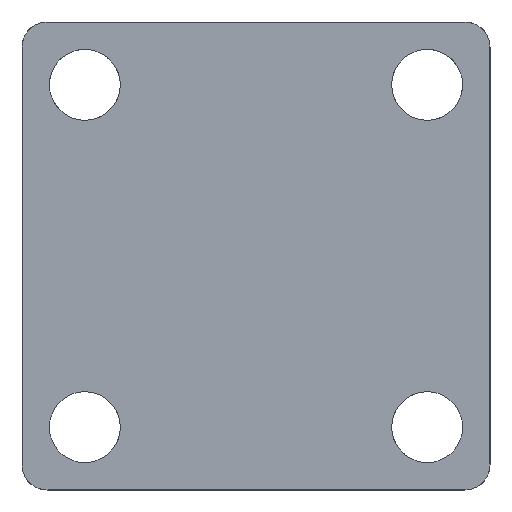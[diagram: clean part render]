
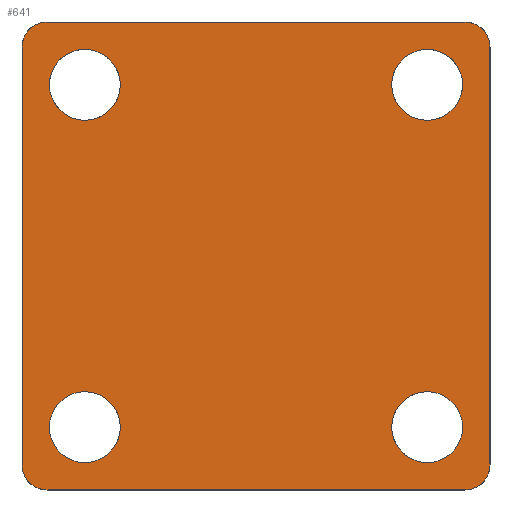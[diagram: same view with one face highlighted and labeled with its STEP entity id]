
A CAD part, front view. The second image highlights one B-rep face of the part: STEP entity #641.
In plain terms, the highlighted planar face has unit normal (0, -1, 0).
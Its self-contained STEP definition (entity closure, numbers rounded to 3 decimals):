
#201=CARTESIAN_POINT('Axis2P3D Location',(-32.512,-15.748,32.512)) ;
#205=CARTESIAN_POINT('Vertex',(-32.512,-15.748,25.781)) ;
#207=CARTESIAN_POINT('Vertex',(-32.512,-15.748,39.243)) ;
#232=CARTESIAN_POINT('Axis2P3D Location',(-32.512,-15.748,32.512)) ;
#476=CARTESIAN_POINT('Axis2P3D Location',(-44.45,-15.748,44.45)) ;
#481=CARTESIAN_POINT('Line Origine',(0.,-15.748,44.45)) ;
#485=CARTESIAN_POINT('Vertex',(-39.685,-15.748,44.45)) ;
#487=CARTESIAN_POINT('Vertex',(39.685,-15.748,44.45)) ;
#491=CARTESIAN_POINT('Control Point',(-39.685,-15.748,44.45)) ;
#492=CARTESIAN_POINT('Control Point',(-40.22,-15.748,44.45)) ;
#493=CARTESIAN_POINT('Control Point',(-40.754,-15.748,44.375)) ;
#494=CARTESIAN_POINT('Control Point',(-41.275,-15.748,44.225)) ;
#495=CARTESIAN_POINT('Control Point',(-42.26,-15.748,43.783)) ;
#496=CARTESIAN_POINT('Control Point',(-43.086,-15.748,43.087)) ;
#497=CARTESIAN_POINT('Control Point',(-43.447,-15.748,42.683)) ;
#498=CARTESIAN_POINT('Control Point',(-43.986,-15.748,41.874)) ;
#499=CARTESIAN_POINT('Control Point',(-44.306,-15.748,40.961)) ;
#500=CARTESIAN_POINT('Control Point',(-44.402,-15.748,40.54)) ;
#501=CARTESIAN_POINT('Control Point',(-44.45,-15.748,40.113)) ;
#502=CARTESIAN_POINT('Control Point',(-44.45,-15.748,39.685)) ;
#503=CARTESIAN_POINT('Vertex',(-44.45,-15.748,39.685)) ;
#506=CARTESIAN_POINT('Line Origine',(-44.45,-15.748,0.)) ;
#510=CARTESIAN_POINT('Vertex',(-44.45,-15.748,-39.685)) ;
#514=CARTESIAN_POINT('Control Point',(-44.45,-15.748,-39.685)) ;
#515=CARTESIAN_POINT('Control Point',(-44.45,-15.748,-40.22)) ;
#516=CARTESIAN_POINT('Control Point',(-44.375,-15.748,-40.754)) ;
#517=CARTESIAN_POINT('Control Point',(-44.225,-15.748,-41.275)) ;
#518=CARTESIAN_POINT('Control Point',(-43.783,-15.748,-42.26)) ;
#519=CARTESIAN_POINT('Control Point',(-43.087,-15.748,-43.086)) ;
#520=CARTESIAN_POINT('Control Point',(-42.683,-15.748,-43.447)) ;
#521=CARTESIAN_POINT('Control Point',(-41.874,-15.748,-43.986)) ;
#522=CARTESIAN_POINT('Control Point',(-40.961,-15.748,-44.306)) ;
#523=CARTESIAN_POINT('Control Point',(-40.54,-15.748,-44.402)) ;
#524=CARTESIAN_POINT('Control Point',(-40.113,-15.748,-44.45)) ;
#525=CARTESIAN_POINT('Control Point',(-39.685,-15.748,-44.45)) ;
#526=CARTESIAN_POINT('Vertex',(-39.685,-15.748,-44.45)) ;
#529=CARTESIAN_POINT('Line Origine',(0.,-15.748,-44.45)) ;
#533=CARTESIAN_POINT('Vertex',(39.685,-15.748,-44.45)) ;
#537=CARTESIAN_POINT('Control Point',(39.685,-15.748,-44.45)) ;
#538=CARTESIAN_POINT('Control Point',(40.22,-15.748,-44.45)) ;
#539=CARTESIAN_POINT('Control Point',(40.754,-15.748,-44.375)) ;
#540=CARTESIAN_POINT('Control Point',(41.275,-15.748,-44.225)) ;
#541=CARTESIAN_POINT('Control Point',(42.26,-15.748,-43.783)) ;
#542=CARTESIAN_POINT('Control Point',(43.086,-15.748,-43.087)) ;
#543=CARTESIAN_POINT('Control Point',(43.447,-15.748,-42.683)) ;
#544=CARTESIAN_POINT('Control Point',(43.986,-15.748,-41.874)) ;
#545=CARTESIAN_POINT('Control Point',(44.306,-15.748,-40.961)) ;
#546=CARTESIAN_POINT('Control Point',(44.402,-15.748,-40.54)) ;
#547=CARTESIAN_POINT('Control Point',(44.45,-15.748,-40.113)) ;
#548=CARTESIAN_POINT('Control Point',(44.45,-15.748,-39.685)) ;
#549=CARTESIAN_POINT('Vertex',(44.45,-15.748,-39.685)) ;
#552=CARTESIAN_POINT('Line Origine',(44.45,-15.748,0.)) ;
#556=CARTESIAN_POINT('Vertex',(44.45,-15.748,39.685)) ;
#560=CARTESIAN_POINT('Control Point',(44.45,-15.748,39.685)) ;
#561=CARTESIAN_POINT('Control Point',(44.45,-15.748,40.22)) ;
#562=CARTESIAN_POINT('Control Point',(44.375,-15.748,40.754)) ;
#563=CARTESIAN_POINT('Control Point',(44.225,-15.748,41.275)) ;
#564=CARTESIAN_POINT('Control Point',(43.783,-15.748,42.26)) ;
#565=CARTESIAN_POINT('Control Point',(43.087,-15.748,43.086)) ;
#566=CARTESIAN_POINT('Control Point',(42.683,-15.748,43.447)) ;
#567=CARTESIAN_POINT('Control Point',(41.874,-15.748,43.986)) ;
#568=CARTESIAN_POINT('Control Point',(40.961,-15.748,44.306)) ;
#569=CARTESIAN_POINT('Control Point',(40.54,-15.748,44.402)) ;
#570=CARTESIAN_POINT('Control Point',(40.113,-15.748,44.45)) ;
#571=CARTESIAN_POINT('Control Point',(39.685,-15.748,44.45)) ;
#583=CARTESIAN_POINT('Axis2P3D Location',(32.512,-15.748,32.512)) ;
#587=CARTESIAN_POINT('Vertex',(32.512,-15.748,39.243)) ;
#589=CARTESIAN_POINT('Vertex',(32.512,-15.748,25.781)) ;
#592=CARTESIAN_POINT('Axis2P3D Location',(32.512,-15.748,32.512)) ;
#605=CARTESIAN_POINT('Axis2P3D Location',(-32.512,-15.748,-32.512)) ;
#609=CARTESIAN_POINT('Vertex',(-32.512,-15.748,-25.781)) ;
#611=CARTESIAN_POINT('Vertex',(-32.512,-15.748,-39.243)) ;
#614=CARTESIAN_POINT('Axis2P3D Location',(-32.512,-15.748,-32.512)) ;
#623=CARTESIAN_POINT('Axis2P3D Location',(32.512,-15.748,-32.512)) ;
#627=CARTESIAN_POINT('Vertex',(32.512,-15.748,-25.781)) ;
#629=CARTESIAN_POINT('Vertex',(32.512,-15.748,-39.243)) ;
#632=CARTESIAN_POINT('Axis2P3D Location',(32.512,-15.748,-32.512)) ;
#202=DIRECTION('Axis2P3D Direction',(0.,1.,0.)) ;
#233=DIRECTION('Axis2P3D Direction',(0.,1.,0.)) ;
#477=DIRECTION('Axis2P3D Direction',(0.,1.,0.)) ;
#478=DIRECTION('Axis2P3D XDirection',(0.,0.,1.)) ;
#482=DIRECTION('Vector Direction',(1.,0.,0.)) ;
#507=DIRECTION('Vector Direction',(0.,0.,1.)) ;
#530=DIRECTION('Vector Direction',(-1.,0.,0.)) ;
#553=DIRECTION('Vector Direction',(0.,0.,-1.)) ;
#584=DIRECTION('Axis2P3D Direction',(0.,1.,0.)) ;
#593=DIRECTION('Axis2P3D Direction',(0.,1.,0.)) ;
#606=DIRECTION('Axis2P3D Direction',(0.,1.,0.)) ;
#615=DIRECTION('Axis2P3D Direction',(0.,1.,0.)) ;
#624=DIRECTION('Axis2P3D Direction',(0.,1.,0.)) ;
#633=DIRECTION('Axis2P3D Direction',(0.,1.,0.)) ;
#203=AXIS2_PLACEMENT_3D('Circle Axis2P3D',#201,#202,$) ;
#234=AXIS2_PLACEMENT_3D('Circle Axis2P3D',#232,#233,$) ;
#479=AXIS2_PLACEMENT_3D('Plane Axis2P3D',#476,#477,#478) ;
#585=AXIS2_PLACEMENT_3D('Circle Axis2P3D',#583,#584,$) ;
#594=AXIS2_PLACEMENT_3D('Circle Axis2P3D',#592,#593,$) ;
#607=AXIS2_PLACEMENT_3D('Circle Axis2P3D',#605,#606,$) ;
#616=AXIS2_PLACEMENT_3D('Circle Axis2P3D',#614,#615,$) ;
#625=AXIS2_PLACEMENT_3D('Circle Axis2P3D',#623,#624,$) ;
#634=AXIS2_PLACEMENT_3D('Circle Axis2P3D',#632,#633,$) ;
#574=ORIENTED_EDGE('',*,*,#489,.F.) ;
#575=ORIENTED_EDGE('',*,*,#505,.T.) ;
#576=ORIENTED_EDGE('',*,*,#512,.F.) ;
#577=ORIENTED_EDGE('',*,*,#528,.T.) ;
#578=ORIENTED_EDGE('',*,*,#535,.F.) ;
#579=ORIENTED_EDGE('',*,*,#551,.T.) ;
#580=ORIENTED_EDGE('',*,*,#558,.F.) ;
#581=ORIENTED_EDGE('',*,*,#572,.T.) ;
#598=ORIENTED_EDGE('',*,*,#591,.T.) ;
#599=ORIENTED_EDGE('',*,*,#596,.T.) ;
#602=ORIENTED_EDGE('',*,*,#236,.T.) ;
#603=ORIENTED_EDGE('',*,*,#209,.T.) ;
#620=ORIENTED_EDGE('',*,*,#613,.T.) ;
#621=ORIENTED_EDGE('',*,*,#618,.T.) ;
#638=ORIENTED_EDGE('',*,*,#631,.T.) ;
#639=ORIENTED_EDGE('',*,*,#636,.T.) ;
#600=FACE_BOUND('',#597,.T.) ;
#604=FACE_BOUND('',#601,.T.) ;
#622=FACE_BOUND('',#619,.T.) ;
#640=FACE_BOUND('',#637,.T.) ;
#483=VECTOR('Line Direction',#482,1.) ;
#508=VECTOR('Line Direction',#507,1.) ;
#531=VECTOR('Line Direction',#530,1.) ;
#554=VECTOR('Line Direction',#553,1.) ;
#641=ADVANCED_FACE('NAUO1\\NONE',(#582,#600,#604,#622,#640),#480,.F.) ;
#490=B_SPLINE_CURVE_WITH_KNOTS('',5,(#491,#492,#493,#494,#495,#496,#497,#498,#499,#500,#501,#502),.UNSPECIFIED.,.F.,.U.,(6,3,3,6),(0.,3.781,7.562,10.585),.UNSPECIFIED.) ;
#513=B_SPLINE_CURVE_WITH_KNOTS('',5,(#514,#515,#516,#517,#518,#519,#520,#521,#522,#523,#524,#525),.UNSPECIFIED.,.F.,.U.,(6,3,3,6),(0.,3.781,7.562,10.585),.UNSPECIFIED.) ;
#536=B_SPLINE_CURVE_WITH_KNOTS('',5,(#537,#538,#539,#540,#541,#542,#543,#544,#545,#546,#547,#548),.UNSPECIFIED.,.F.,.U.,(6,3,3,6),(0.,3.781,7.562,10.585),.UNSPECIFIED.) ;
#559=B_SPLINE_CURVE_WITH_KNOTS('',5,(#560,#561,#562,#563,#564,#565,#566,#567,#568,#569,#570,#571),.UNSPECIFIED.,.F.,.U.,(6,3,3,6),(0.,3.781,7.562,10.585),.UNSPECIFIED.) ;
#204=CIRCLE('generated circle',#203,6.731) ;
#235=CIRCLE('generated circle',#234,6.731) ;
#586=CIRCLE('generated circle',#585,6.731) ;
#595=CIRCLE('generated circle',#594,6.731) ;
#608=CIRCLE('generated circle',#607,6.731) ;
#617=CIRCLE('generated circle',#616,6.731) ;
#626=CIRCLE('generated circle',#625,6.731) ;
#635=CIRCLE('generated circle',#634,6.731) ;
#209=EDGE_CURVE('',#206,#208,#204,.T.) ;
#236=EDGE_CURVE('',#208,#206,#235,.T.) ;
#489=EDGE_CURVE('',#486,#488,#484,.T.) ;
#505=EDGE_CURVE('',#486,#504,#490,.T.) ;
#512=EDGE_CURVE('',#511,#504,#509,.T.) ;
#528=EDGE_CURVE('',#511,#527,#513,.T.) ;
#535=EDGE_CURVE('',#534,#527,#532,.T.) ;
#551=EDGE_CURVE('',#534,#550,#536,.T.) ;
#558=EDGE_CURVE('',#557,#550,#555,.T.) ;
#572=EDGE_CURVE('',#557,#488,#559,.T.) ;
#591=EDGE_CURVE('',#588,#590,#586,.T.) ;
#596=EDGE_CURVE('',#590,#588,#595,.T.) ;
#613=EDGE_CURVE('',#610,#612,#608,.T.) ;
#618=EDGE_CURVE('',#612,#610,#617,.T.) ;
#631=EDGE_CURVE('',#628,#630,#626,.T.) ;
#636=EDGE_CURVE('',#630,#628,#635,.T.) ;
#573=EDGE_LOOP('',(#574,#575,#576,#577,#578,#579,#580,#581)) ;
#597=EDGE_LOOP('',(#598,#599)) ;
#601=EDGE_LOOP('',(#602,#603)) ;
#619=EDGE_LOOP('',(#620,#621)) ;
#637=EDGE_LOOP('',(#638,#639)) ;
#582=FACE_OUTER_BOUND('',#573,.T.) ;
#484=LINE('Line',#481,#483) ;
#509=LINE('Line',#506,#508) ;
#532=LINE('Line',#529,#531) ;
#555=LINE('Line',#552,#554) ;
#480=PLANE('Plane',#479) ;
#206=VERTEX_POINT('',#205) ;
#208=VERTEX_POINT('',#207) ;
#486=VERTEX_POINT('',#485) ;
#488=VERTEX_POINT('',#487) ;
#504=VERTEX_POINT('',#503) ;
#511=VERTEX_POINT('',#510) ;
#527=VERTEX_POINT('',#526) ;
#534=VERTEX_POINT('',#533) ;
#550=VERTEX_POINT('',#549) ;
#557=VERTEX_POINT('',#556) ;
#588=VERTEX_POINT('',#587) ;
#590=VERTEX_POINT('',#589) ;
#610=VERTEX_POINT('',#609) ;
#612=VERTEX_POINT('',#611) ;
#628=VERTEX_POINT('',#627) ;
#630=VERTEX_POINT('',#629) ;
